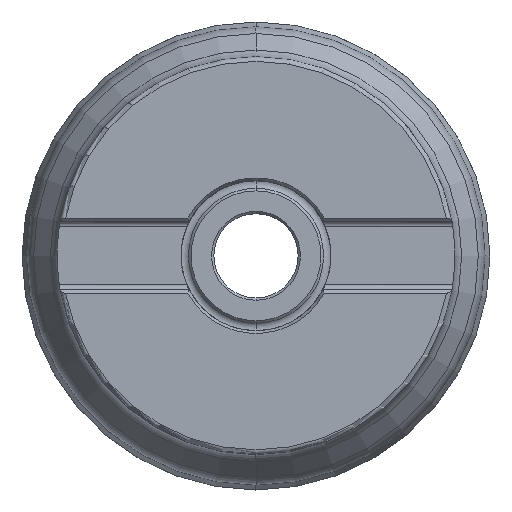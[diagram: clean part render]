
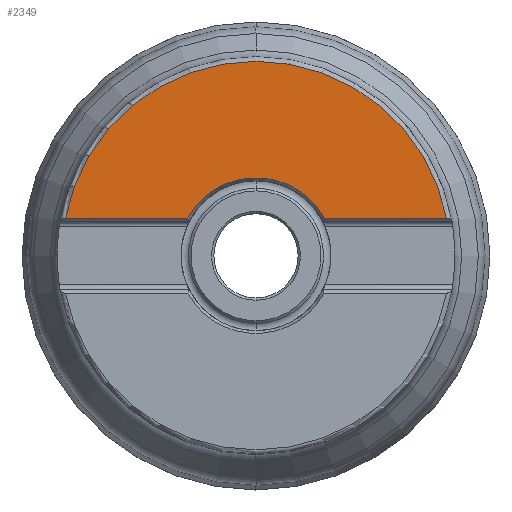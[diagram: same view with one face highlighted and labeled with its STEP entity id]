
A CAD part, top view. The second image highlights one B-rep face of the part: STEP entity #2349.
In plain terms, the highlighted face is planar.
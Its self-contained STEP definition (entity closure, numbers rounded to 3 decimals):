
#691=CARTESIAN_POINT('',(0.,0.,0.));
#692=DIRECTION('',(0.,0.,-1.));
#693=DIRECTION('',(-0.981,0.193,0.));
#694=AXIS2_PLACEMENT_3D('',#691,#692,#693);
#878=CARTESIAN_POINT('',(0.,0.,0.));
#879=DIRECTION('',(0.,0.,1.));
#880=DIRECTION('',(0.876,0.483,0.));
#881=AXIS2_PLACEMENT_3D('',#878,#879,#880);
#962=DIRECTION('',(-1.,0.,0.));
#963=VECTOR('',#962,26.155);
#964=CARTESIAN_POINT('',(40.716,8.028,0.));
#965=LINE('',#964,#963);
#969=DIRECTION('',(-1.,0.,0.));
#970=VECTOR('',#969,26.155);
#971=CARTESIAN_POINT('',(-14.561,8.028,0.));
#972=LINE('',#971,#970);
#1916=CARTESIAN_POINT('',(40.716,8.028,0.));
#1917=CARTESIAN_POINT('',(14.561,8.028,0.));
#1918=VERTEX_POINT('',#1916);
#1919=VERTEX_POINT('',#1917);
#1920=CARTESIAN_POINT('',(-14.561,8.028,0.));
#1921=CARTESIAN_POINT('',(-40.716,8.028,0.));
#1922=VERTEX_POINT('',#1920);
#1923=VERTEX_POINT('',#1921);
#2338=CARTESIAN_POINT('',(0.,0.,0.));
#2339=DIRECTION('',(0.,0.,-1.));
#2340=DIRECTION('',(0.,-1.,0.));
#2341=AXIS2_PLACEMENT_3D('',#2338,#2339,#2340);
#2342=PLANE('',#2341);
#2343=ORIENTED_EDGE('',*,*,#2156,.F.);
#2344=ORIENTED_EDGE('',*,*,#2188,.F.);
#2345=ORIENTED_EDGE('',*,*,#2171,.F.);
#2346=ORIENTED_EDGE('',*,*,#2307,.F.);
#2347=EDGE_LOOP('',(#2343,#2344,#2345,#2346));
#2348=FACE_OUTER_BOUND('',#2347,.F.);
#695=CIRCLE('',#694,41.5);
#882=CIRCLE('',#881,16.627);
#2156=EDGE_CURVE('',#1918,#1919,#965,.T.);
#2171=EDGE_CURVE('',#1922,#1923,#972,.T.);
#2188=EDGE_CURVE('',#1923,#1918,#695,.T.);
#2307=EDGE_CURVE('',#1919,#1922,#882,.T.);
#2349=ADVANCED_FACE('',(#2348),#2342,.T.);
